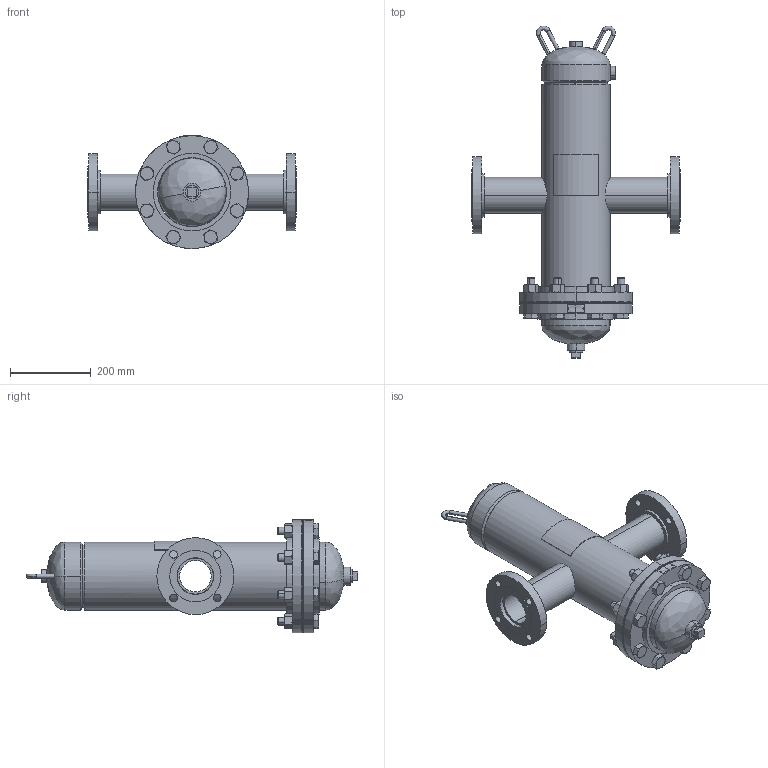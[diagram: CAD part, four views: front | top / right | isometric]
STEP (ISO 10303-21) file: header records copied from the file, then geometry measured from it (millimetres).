
FILE_DESCRIPTION (( 'STEP AP203' ), '1' );
FILE_NAME ('WVA-3.STEP', '2021-03-10T19:20:15', ( '' ), ( '' ), 'SwSTEP 2.0', 'SolidWorks 2021', '' );
FILE_SCHEMA (( 'CONFIG_CONTROL_DESIGN' ));
Length unit declared in the file: inch
Products named in the file (18): 9800580_HHBOLT 0.7500-10x4x4-N; 9201550; 99P0094_20.75; SORF FLANGES ASME B16.5_3 150# SA-105; 99M3580_11; 9400520; 9800630_HHNUT 0.7500-10-D-N; PLUGS_9500150; SORF FLANGES ASME B16.5_6 150# SA-105; 9600830_6.625" VERT; 9301080_7.5; Garlock F.F. Gaskets 150# .0625 tk_9471206; 9500050; WVA-3; 9500030; 72J0767; 9400540_tall
Assembly tree (37 placements, depth 2):
  WVA-3
    99P0094_20.75
    9201550
    9201550
    9500030  x2
    9500050
    PLUGS_9500150
    9301080_7.5  x2
    SORF FLANGES ASME B16.5_3 150# SA-105  x2
    SORF FLANGES ASME B16.5_6 150# SA-105  x2
    Garlock F.F. Gaskets 150# .0625 tk_9471206
    9800580_HHBOLT 0.7500-10x4x4-N  x8
    9800630_HHNUT 0.7500-10-D-N  x8
    72J0767  x2
    9400540_tall  x2
    9400520
    99M3580_11
    9600830_6.625" VERT
Bounding box: 514.35 x 820.94 x 280.12 mm (x, y, z)
Volume: 6536660.3 mm3; surface area: 1673229 mm2
Topology: 37 solids, 37 shells, 641 faces, 1420 edges, 872 vertices
Faces by surface type: cylinder 216, plane 203, cone 202, bspline 16, torus 4
Full cylindrical faces by diameter (mm): 154.051 x1, 168.275 x1
Entity records: 11536 total; most frequent: CARTESIAN_POINT 3468, DIRECTION 1240, ORIENTED_EDGE 1084, EDGE_CURVE 542, AXIS2_PLACEMENT_3D 528, VERTEX_POINT 348, EDGE_LOOP 308, CIRCLE 270
